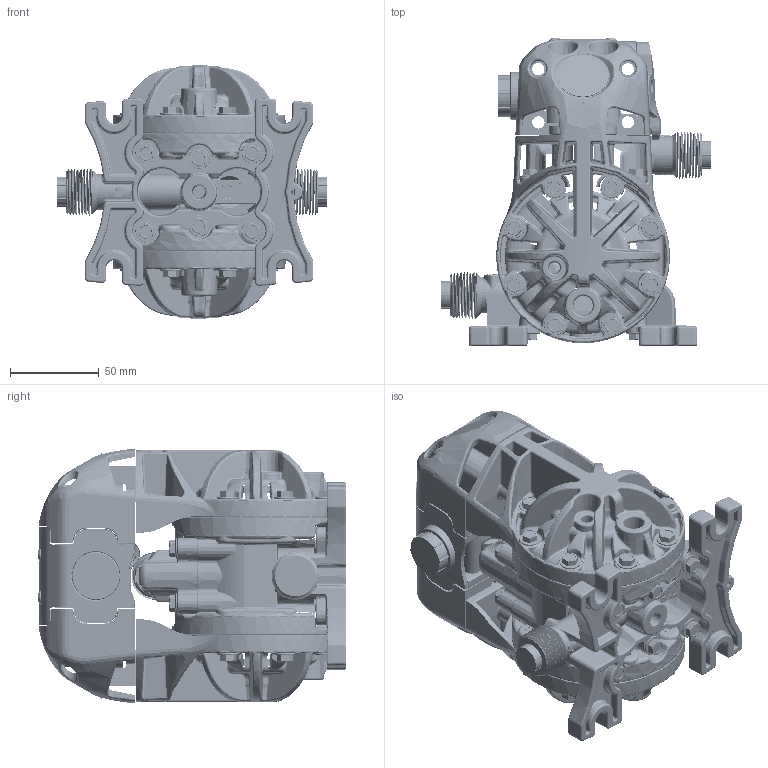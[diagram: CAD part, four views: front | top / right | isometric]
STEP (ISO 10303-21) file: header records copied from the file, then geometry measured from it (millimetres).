
FILE_DESCRIPTION (( 'STEP AP214' ), '1' );
FILE_NAME ('DC20.STEP', '2017-09-06T07:43:10', ( '' ), ( '' ), 'SwSTEP 2.0', 'SolidWorks 2017', '' );
FILE_SCHEMA (( 'AUTOMOTIVE_DESIGN' ));
Length unit declared in the file: millimetre
Products named in the file (1): DC20
Bounding box: 152 x 173.81 x 142.87 mm (x, y, z)
Surface area: 196492.7 mm2 (no closed solid volume)
Topology: 0 solids, 94 shells, 4624 faces, 14627 edges, 9733 vertices
Faces by surface type: bspline 2070, plane 749, cylinder 662, torus 636, cone 406, sphere 101
Full cylindrical faces by diameter (mm): 3.827 x8, 6 x2, 6.5 x26, 7 x4, 11.8 x24, 27 x1, 29 x2, 74 x1
Entity records: 363225 total; most frequent: CARTESIAN_POINT 207432, ORIENTED_EDGE 23258, DIRECTION 16696, EDGE_CURVE 14259, VERTEX_POINT 9670, AXIS2_PLACEMENT_3D 6871, B_SPLINE_CURVE_WITH_KNOTS 6326, EDGE_LOOP 5110
